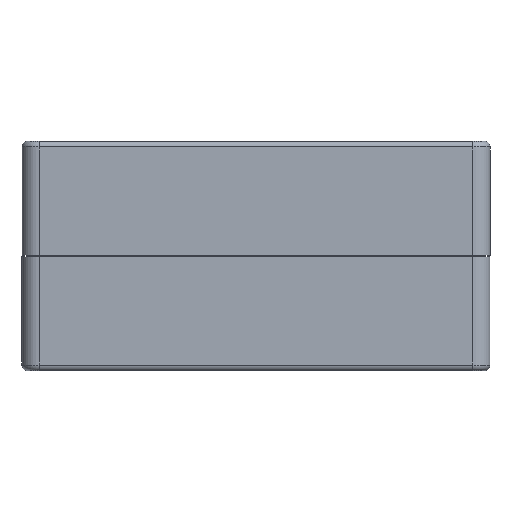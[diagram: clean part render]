
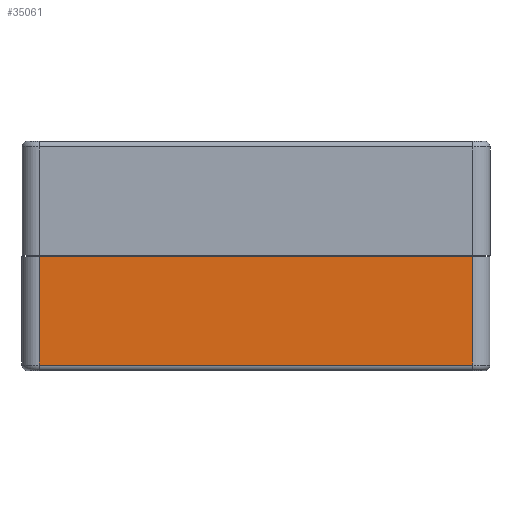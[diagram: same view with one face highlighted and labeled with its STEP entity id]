
A CAD part, front view. The second image highlights one B-rep face of the part: STEP entity #35061.
In plain terms, the highlighted planar face has unit normal (0, -1, 0).
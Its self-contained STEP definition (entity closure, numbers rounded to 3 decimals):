
#260 = LINE ( 'NONE', #39117, #31350 ) ;
#3025 = VECTOR ( 'NONE', #24538, 1000. ) ;
#3205 = CARTESIAN_POINT ( 'NONE',  ( 38., -41., 20. ) ) ;
#7241 = CARTESIAN_POINT ( 'NONE',  ( 0., -41., 20. ) ) ;
#7368 = VERTEX_POINT ( 'NONE', #3205 ) ;
#10641 = DIRECTION ( 'NONE',  ( 0., 1., 0. ) ) ;
#11249 = VECTOR ( 'NONE', #30368, 1000. ) ;
#11467 = EDGE_CURVE ( 'NONE', #39335, #7368, #13798, .T. ) ;
#12178 = CARTESIAN_POINT ( 'NONE',  ( 38., -41., 1. ) ) ;
#12732 = ORIENTED_EDGE ( 'NONE', *, *, #40691, .F. ) ;
#12844 = CARTESIAN_POINT ( 'NONE',  ( -38., -41., 1. ) ) ;
#13709 = PLANE ( 'NONE',  #17471 ) ;
#13798 = LINE ( 'NONE', #7241, #11249 ) ;
#15170 = VECTOR ( 'NONE', #19659, 1000. ) ;
#15900 = VERTEX_POINT ( 'NONE', #12178 ) ;
#16695 = ORIENTED_EDGE ( 'NONE', *, *, #11467, .F. ) ;
#16764 = FACE_OUTER_BOUND ( 'NONE', #36212, .T. ) ;
#17425 = CARTESIAN_POINT ( 'NONE',  ( 0., -41., 20. ) ) ;
#17471 = AXIS2_PLACEMENT_3D ( 'NONE', #17425, #10641, #33538 ) ;
#17865 = VERTEX_POINT ( 'NONE', #12844 ) ;
#19659 = DIRECTION ( 'NONE',  ( 0., 0., -1. ) ) ;
#19833 = EDGE_CURVE ( 'NONE', #39335, #17865, #29885, .T. ) ;
#20841 = CARTESIAN_POINT ( 'NONE',  ( 38., -41., 20. ) ) ;
#22999 = DIRECTION ( 'NONE',  ( 1., 0., 0. ) ) ;
#24538 = DIRECTION ( 'NONE',  ( 0., 0., -1. ) ) ;
#29885 = LINE ( 'NONE', #33146, #15170 ) ;
#30368 = DIRECTION ( 'NONE',  ( 1., 0., 0. ) ) ;
#31082 = ORIENTED_EDGE ( 'NONE', *, *, #19833, .T. ) ;
#31350 = VECTOR ( 'NONE', #22999, 1000. ) ;
#33146 = CARTESIAN_POINT ( 'NONE',  ( -38., -41., 20. ) ) ;
#33538 = DIRECTION ( 'NONE',  ( 0., 0., 1. ) ) ;
#34108 = EDGE_CURVE ( 'NONE', #17865, #15900, #260, .T. ) ;
#35061 = ADVANCED_FACE ( 'NONE', ( #16764 ), #13709, .F. ) ;
#35076 = ORIENTED_EDGE ( 'NONE', *, *, #34108, .T. ) ;
#36212 = EDGE_LOOP ( 'NONE', ( #31082, #35076, #12732, #16695 ) ) ;
#37652 = CARTESIAN_POINT ( 'NONE',  ( -38., -41., 20. ) ) ;
#39117 = CARTESIAN_POINT ( 'NONE',  ( 0., -41., 1. ) ) ;
#39335 = VERTEX_POINT ( 'NONE', #37652 ) ;
#40421 = LINE ( 'NONE', #20841, #3025 ) ;
#40691 = EDGE_CURVE ( 'NONE', #7368, #15900, #40421, .T. ) ;
